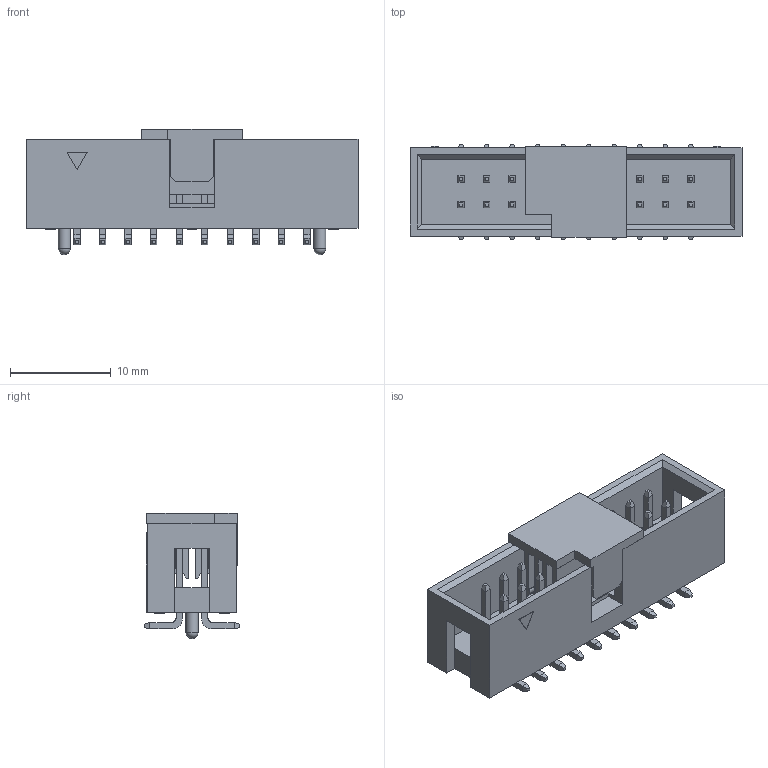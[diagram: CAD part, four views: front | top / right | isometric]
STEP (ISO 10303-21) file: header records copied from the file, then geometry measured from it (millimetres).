
FILE_DESCRIPTION( ('This file contains a STEP AP42 implementation' ,'as created by ZW3D STEP Interface translator.') ,'2;1' );
FILE_NAME( '3110-XXMXXBK00X2.stp' ,'2312 8.115242', (''), ('ZWCAD Software Co.'), 'Version 1.0', 'ZW3D to STEP translator', '' );
FILE_SCHEMA(('AUTOMOTIVE_DESIGN { 1 0 10303 214 1 1 1 1 }'));
Length unit declared in the file: millimetre
Products named in the file (3): 0; 3110-20MG0BK00R2; S1_1
Assembly tree (1 placements, depth 2):
  0
  3110-20MG0BK00R2
    S1_1
Bounding box: 33.02 x 9.5 x 12.46 mm (x, y, z)
Volume: 1507.6 mm3; surface area: 2997.7 mm2
Topology: 2 solids, 2 shells, 642 faces, 1523 edges, 928 vertices
Faces by surface type: plane 565, cylinder 69, bspline 6, sphere 2
Full cylindrical faces by diameter (mm): 0.95 x6, 1.2 x2
Entity records: 18734 total; most frequent: CARTESIAN_POINT 3275, ORIENTED_EDGE 3042, DIRECTION 2935, EDGE_CURVE 1521, VECTOR 1375, LINE 1375, VERTEX_POINT 928, AXIS2_PLACEMENT_3D 780
